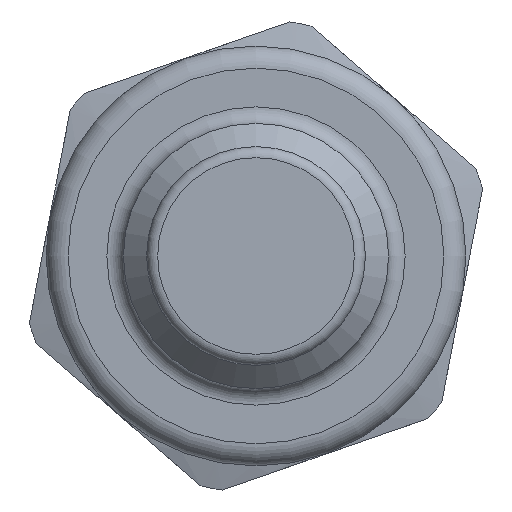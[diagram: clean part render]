
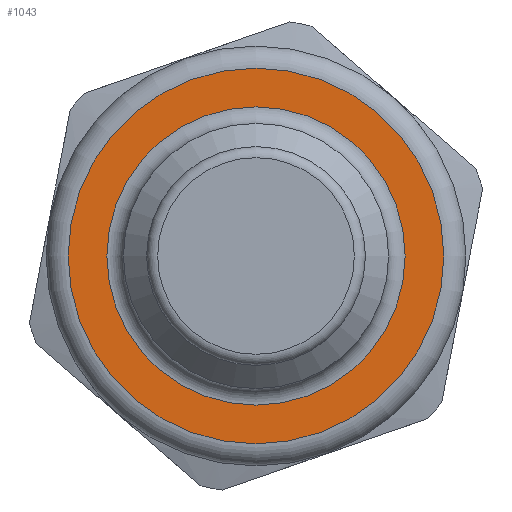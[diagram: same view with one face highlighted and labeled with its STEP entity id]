
A CAD part, left-side view. The second image highlights one B-rep face of the part: STEP entity #1043.
In plain terms, the highlighted planar face has unit normal (-1, 0, 0).
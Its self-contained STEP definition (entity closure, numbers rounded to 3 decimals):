
#1001=CARTESIAN_POINT('',(20.0,8.5,0.0));
#1002=VERTEX_POINT('',#1001);
#1003=CARTESIAN_POINT('',(20.0,0.0,0.0));
#1004=DIRECTION('',(1.0,0.0,0.0));
#1005=DIRECTION('',(0.0,-1.0,0.0));
#1006=AXIS2_PLACEMENT_3D('',#1003,#1004,#1005);
#1007=CIRCLE('',#1006,8.5);
#1008=EDGE_CURVE('',#1002,#1002,#1007,.T.);
#1024=CARTESIAN_POINT('',(20.0,7.75,0.0));
#1025=DIRECTION('',(-1.0,0.0,0.0));
#1026=DIRECTION('',(0.0,0.0,1.0));
#1027=AXIS2_PLACEMENT_3D('',#1024,#1025,#1026);
#1028=PLANE('',#1027);
#1029=ORIENTED_EDGE('',*,*,#1008,.F.);
#1030=EDGE_LOOP('',(#1029));
#1031=FACE_OUTER_BOUND('',#1030,.T.);
#1032=CARTESIAN_POINT('',(20.0,6.75,0.));
#1033=VERTEX_POINT('',#1032);
#1034=CARTESIAN_POINT('',(20.0,0.0,0.0));
#1035=DIRECTION('',(-1.0,0.0,0.0));
#1036=DIRECTION('',(0.0,-1.0,0.0));
#1037=AXIS2_PLACEMENT_3D('',#1034,#1035,#1036);
#1038=CIRCLE('',#1037,6.75);
#1039=EDGE_CURVE('',#1033,#1033,#1038,.T.);
#1040=ORIENTED_EDGE('',*,*,#1039,.F.);
#1041=EDGE_LOOP('',(#1040));
#1042=FACE_BOUND('',#1041,.T.);
#1043=ADVANCED_FACE('',(#1031,#1042),#1028,.T.);
